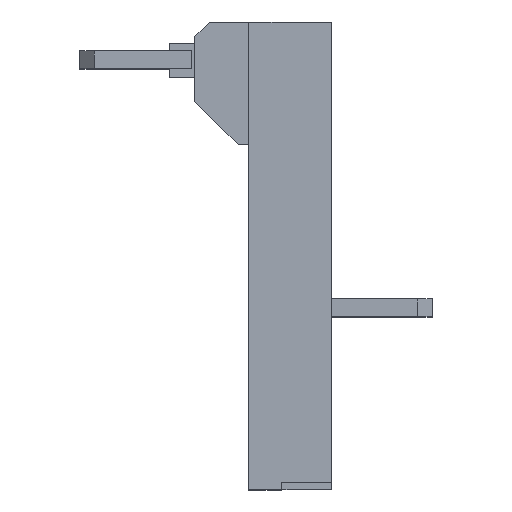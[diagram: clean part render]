
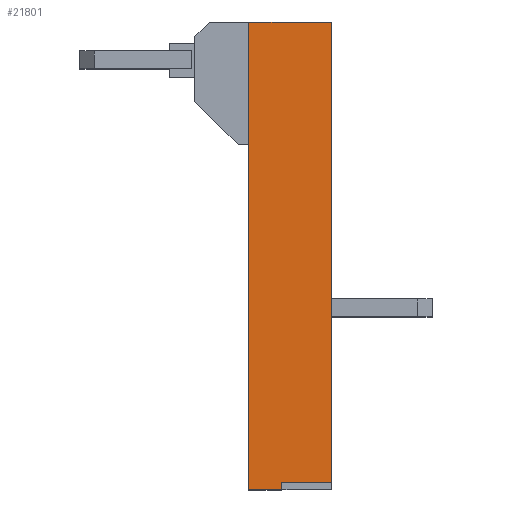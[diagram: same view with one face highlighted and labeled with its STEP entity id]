
A CAD part, top view. The second image highlights one B-rep face of the part: STEP entity #21801.
In plain terms, the highlighted planar face has unit normal (0, 0, 1).
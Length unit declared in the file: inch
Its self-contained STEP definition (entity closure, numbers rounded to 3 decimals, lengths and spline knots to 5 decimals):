
#293 = CARTESIAN_POINT ( 'NONE',  ( 0.17717, 1.54402, 2.16535 ) ) ;
#532 = DIRECTION ( 'NONE',  ( 1., 0., 0. ) ) ;
#2176 = CARTESIAN_POINT ( 'NONE',  ( 0., 0., 2.16535 ) ) ;
#2304 = PLANE ( 'NONE',  #13886 ) ;
#2925 = CARTESIAN_POINT ( 'NONE',  ( 0., 1.54402, 2.16535 ) ) ;
#3264 = VERTEX_POINT ( 'NONE', #5783 ) ;
#3268 = CARTESIAN_POINT ( 'NONE',  ( 0.45276, 4.10307, 2.16535 ) ) ;
#3423 = EDGE_CURVE ( 'NONE', #24542, #10532, #10289, .T. ) ;
#3656 = VERTEX_POINT ( 'NONE', #3735 ) ;
#3735 = CARTESIAN_POINT ( 'NONE',  ( 0., 1.54402, 2.16535 ) ) ;
#3818 = VECTOR ( 'NONE', #10708, 39.37008 ) ;
#5783 = CARTESIAN_POINT ( 'NONE',  ( 0., 4.10307, 2.16535 ) ) ;
#7004 = EDGE_LOOP ( 'NONE', ( #12924, #21597, #10383, #7409, #21950, #7163 ) ) ;
#7039 = EDGE_CURVE ( 'NONE', #3264, #11983, #19202, .T. ) ;
#7163 = ORIENTED_EDGE ( 'NONE', *, *, #11492, .T. ) ;
#7409 = ORIENTED_EDGE ( 'NONE', *, *, #7039, .F. ) ;
#7517 = LINE ( 'NONE', #20815, #7702 ) ;
#7702 = VECTOR ( 'NONE', #21071, 39.37008 ) ;
#7831 = VECTOR ( 'NONE', #20319, 39.37008 ) ;
#8697 = CARTESIAN_POINT ( 'NONE',  ( 0., 1.58339, 2.16535 ) ) ;
#8810 = EDGE_CURVE ( 'NONE', #10532, #9018, #16599, .T. ) ;
#9018 = VERTEX_POINT ( 'NONE', #13703 ) ;
#9675 = CARTESIAN_POINT ( 'NONE',  ( 0., 4.10307, 2.16535 ) ) ;
#9929 = CARTESIAN_POINT ( 'NONE',  ( 0.17717, 1.58339, 2.16535 ) ) ;
#9964 = FACE_OUTER_BOUND ( 'NONE', #7004, .T. ) ;
#10289 = LINE ( 'NONE', #12663, #7831 ) ;
#10383 = ORIENTED_EDGE ( 'NONE', *, *, #24029, .T. ) ;
#10532 = VERTEX_POINT ( 'NONE', #9929 ) ;
#10708 = DIRECTION ( 'NONE',  ( 1., 0., 0. ) ) ;
#11492 = EDGE_CURVE ( 'NONE', #3656, #24542, #18112, .T. ) ;
#11904 = VECTOR ( 'NONE', #23282, 39.37008 ) ;
#11983 = VERTEX_POINT ( 'NONE', #3268 ) ;
#12663 = CARTESIAN_POINT ( 'NONE',  ( 0.17717, 1.58339, 2.16535 ) ) ;
#12924 = ORIENTED_EDGE ( 'NONE', *, *, #3423, .T. ) ;
#13703 = CARTESIAN_POINT ( 'NONE',  ( 0.45276, 1.58339, 2.16535 ) ) ;
#13886 = AXIS2_PLACEMENT_3D ( 'NONE', #2176, #21511, #532 ) ;
#15820 = VECTOR ( 'NONE', #16484, 39.37008 ) ;
#16153 = EDGE_CURVE ( 'NONE', #3656, #3264, #7517, .T. ) ;
#16484 = DIRECTION ( 'NONE',  ( 1., 0., 0. ) ) ;
#16599 = LINE ( 'NONE', #8697, #3818 ) ;
#17323 = DIRECTION ( 'NONE',  ( 1., 0., 0. ) ) ;
#17382 = LINE ( 'NONE', #21276, #11904 ) ;
#18112 = LINE ( 'NONE', #2925, #15820 ) ;
#19202 = LINE ( 'NONE', #9675, #23303 ) ;
#20319 = DIRECTION ( 'NONE',  ( 0., 1., 0. ) ) ;
#20815 = CARTESIAN_POINT ( 'NONE',  ( 0., 3.43378, 2.16535 ) ) ;
#21071 = DIRECTION ( 'NONE',  ( 0., 1., 0. ) ) ;
#21276 = CARTESIAN_POINT ( 'NONE',  ( 0.45276, 0., 2.16535 ) ) ;
#21511 = DIRECTION ( 'NONE',  ( 0., 0., 1. ) ) ;
#21597 = ORIENTED_EDGE ( 'NONE', *, *, #8810, .T. ) ;
#21801 = ADVANCED_FACE ( 'NONE', ( #9964 ), #2304, .T. ) ;
#21950 = ORIENTED_EDGE ( 'NONE', *, *, #16153, .F. ) ;
#23282 = DIRECTION ( 'NONE',  ( 0., 1., 0. ) ) ;
#23303 = VECTOR ( 'NONE', #17323, 39.37008 ) ;
#24029 = EDGE_CURVE ( 'NONE', #9018, #11983, #17382, .T. ) ;
#24542 = VERTEX_POINT ( 'NONE', #293 ) ;
